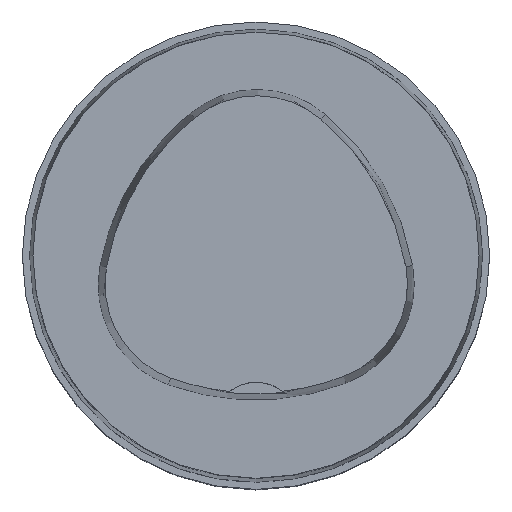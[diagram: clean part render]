
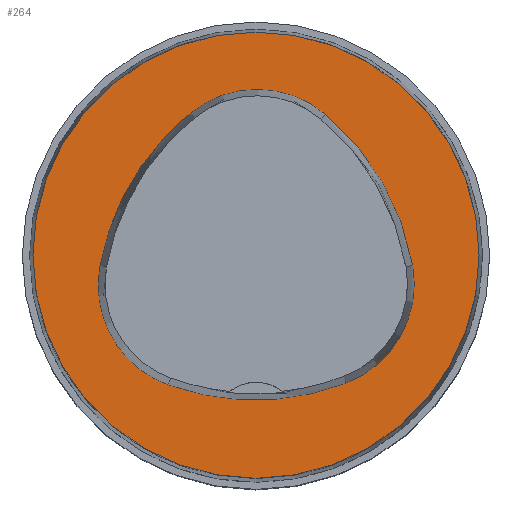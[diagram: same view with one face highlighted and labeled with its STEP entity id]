
A CAD part, top view. The second image highlights one B-rep face of the part: STEP entity #264.
In plain terms, the highlighted planar face has unit normal (0, 0, 1).
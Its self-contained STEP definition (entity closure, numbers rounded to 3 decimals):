
#220=PLANE('',#789);
#264=ADVANCED_FACE('',(#332,#333),#220,.T.);
#332=FACE_BOUND('',#390,.T.);
#333=FACE_BOUND('',#391,.T.);
#390=EDGE_LOOP('',(#503,#504,#505,#506,#507,#508));
#391=EDGE_LOOP('',(#509));
#503=ORIENTED_EDGE('',*,*,#662,.T.);
#504=ORIENTED_EDGE('',*,*,#642,.T.);
#505=ORIENTED_EDGE('',*,*,#646,.T.);
#506=ORIENTED_EDGE('',*,*,#649,.T.);
#507=ORIENTED_EDGE('',*,*,#652,.T.);
#508=ORIENTED_EDGE('',*,*,#660,.T.);
#509=ORIENTED_EDGE('',*,*,#632,.F.);
#577=VERTEX_POINT('',#1092);
#587=VERTEX_POINT('',#1119);
#588=VERTEX_POINT('',#1120);
#591=VERTEX_POINT('',#1128);
#593=VERTEX_POINT('',#1134);
#595=VERTEX_POINT('',#1140);
#602=VERTEX_POINT('',#1161);
#632=EDGE_CURVE('',#577,#577,#695,.T.);
#642=EDGE_CURVE('',#587,#588,#697,.T.);
#646=EDGE_CURVE('',#588,#591,#699,.T.);
#649=EDGE_CURVE('',#591,#593,#701,.T.);
#652=EDGE_CURVE('',#593,#595,#703,.T.);
#660=EDGE_CURVE('',#595,#602,#707,.T.);
#662=EDGE_CURVE('',#602,#587,#709,.T.);
#695=CIRCLE('',#759,31.5);
#697=CIRCLE('',#767,36.);
#699=CIRCLE('',#770,15.);
#701=CIRCLE('',#773,36.);
#703=CIRCLE('',#776,15.);
#707=CIRCLE('',#781,36.);
#709=CIRCLE('',#784,15.);
#759=AXIS2_PLACEMENT_3D('',#1091,#901,#902);
#767=AXIS2_PLACEMENT_3D('',#1118,#922,#923);
#770=AXIS2_PLACEMENT_3D('',#1127,#930,#931);
#773=AXIS2_PLACEMENT_3D('',#1133,#937,#938);
#776=AXIS2_PLACEMENT_3D('',#1139,#944,#945);
#781=AXIS2_PLACEMENT_3D('',#1162,#956,#957);
#784=AXIS2_PLACEMENT_3D('',#1165,#962,#963);
#789=AXIS2_PLACEMENT_3D('',#1170,#972,#973);
#901=DIRECTION('',(0.,0.,-1.));
#902=DIRECTION('',(-1.,0.,0.));
#922=DIRECTION('',(0.,0.,-1.));
#923=DIRECTION('',(-1.,0.,0.));
#930=DIRECTION('',(0.,0.,-1.));
#931=DIRECTION('',(-1.,0.,0.));
#937=DIRECTION('',(0.,0.,-1.));
#938=DIRECTION('',(-1.,0.,0.));
#944=DIRECTION('',(0.,0.,-1.));
#945=DIRECTION('',(-1.,0.,0.));
#956=DIRECTION('',(0.,0.,-1.));
#957=DIRECTION('',(-1.,0.,0.));
#962=DIRECTION('',(0.,0.,-1.));
#963=DIRECTION('',(-1.,0.,0.));
#972=DIRECTION('',(0.,0.,1.));
#973=DIRECTION('',(1.,0.,0.));
#1091=CARTESIAN_POINT('',(0.,0.,0.));
#1092=CARTESIAN_POINT('',(-31.5,0.,0.));
#1118=CARTESIAN_POINT('',(13.398,-7.893,0.));
#1119=CARTESIAN_POINT('',(-22.041,-1.562,0.));
#1120=CARTESIAN_POINT('',(-9.317,20.036,0.));
#1127=CARTESIAN_POINT('',(0.148,8.399,0.));
#1128=CARTESIAN_POINT('',(9.779,19.898,0.));
#1133=CARTESIAN_POINT('',(-13.337,-7.7,0.));
#1134=CARTESIAN_POINT('',(22.122,-1.48,0.));
#1139=CARTESIAN_POINT('',(7.347,-4.071,0.));
#1140=CARTESIAN_POINT('',(12.693,-18.087,0.));
#1161=CARTESIAN_POINT('',(-12.373,-18.307,0.));
#1162=CARTESIAN_POINT('',(-0.137,15.55,0.));
#1165=CARTESIAN_POINT('',(-7.275,-4.2,0.));
#1170=CARTESIAN_POINT('',(0.,0.,0.));
